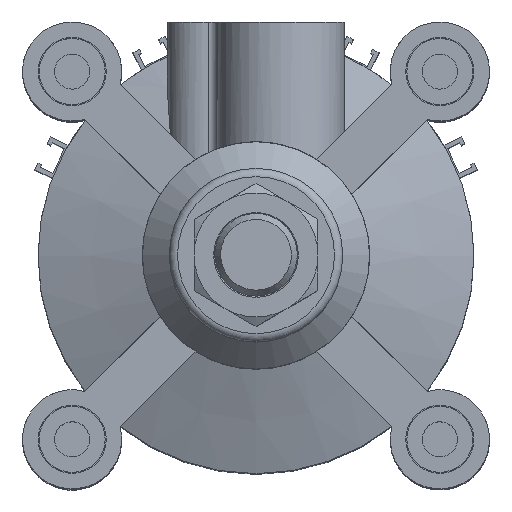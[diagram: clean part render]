
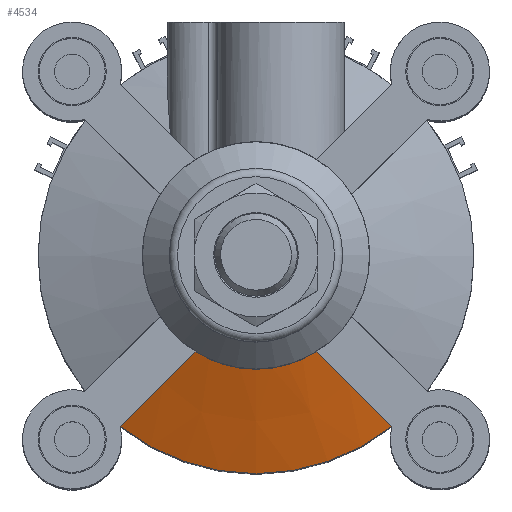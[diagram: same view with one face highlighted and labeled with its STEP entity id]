
A CAD part, top view. The second image highlights one B-rep face of the part: STEP entity #4534.
In plain terms, the highlighted conical face has half-angle 70 degrees and reference radius 40.125 mm.
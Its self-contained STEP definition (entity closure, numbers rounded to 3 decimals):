
#21=CONICAL_SURFACE('',#4969,40.125,1.222);
#67=(
BOUNDED_CURVE()
B_SPLINE_CURVE(2,(#7368,#7369,#7370),.UNSPECIFIED.,.F.,.F.)
B_SPLINE_CURVE_WITH_KNOTS((3,3),(0.,2.717),
 .PIECEWISE_BEZIER_KNOTS.)
CURVE()
GEOMETRIC_REPRESENTATION_ITEM()
RATIONAL_B_SPLINE_CURVE((1.,1.055,1.))
REPRESENTATION_ITEM('')
);
#68=(
BOUNDED_CURVE()
B_SPLINE_CURVE(2,(#7396,#7397,#7398),.UNSPECIFIED.,.F.,.F.)
B_SPLINE_CURVE_WITH_KNOTS((3,3),(0.001,2.718),
 .PIECEWISE_BEZIER_KNOTS.)
CURVE()
GEOMETRIC_REPRESENTATION_ITEM()
RATIONAL_B_SPLINE_CURVE((1.,1.055,1.))
REPRESENTATION_ITEM('')
);
#245=CIRCLE('',#4958,27.5);
#254=CIRCLE('',#4970,52.75);
#1133=ORIENTED_EDGE('',*,*,#2089,.T.);
#1134=ORIENTED_EDGE('',*,*,#2090,.T.);
#1135=ORIENTED_EDGE('',*,*,#2076,.F.);
#1136=ORIENTED_EDGE('',*,*,#2077,.T.);
#2076=EDGE_CURVE('',#2610,#2598,#245,.T.);
#2077=EDGE_CURVE('',#2610,#2611,#67,.T.);
#2089=EDGE_CURVE('',#2611,#2621,#254,.T.);
#2090=EDGE_CURVE('',#2621,#2598,#68,.T.);
#2598=VERTEX_POINT('',#7341);
#2610=VERTEX_POINT('',#7365);
#2611=VERTEX_POINT('',#7371);
#2621=VERTEX_POINT('',#7395);
#3645=EDGE_LOOP('',(#1133,#1134,#1135,#1136));
#4027=FACE_BOUND('',#3645,.T.);
#4534=ADVANCED_FACE('',(#4027),#21,.T.);
#4958=AXIS2_PLACEMENT_3D('',#7366,#5921,#5922);
#4969=AXIS2_PLACEMENT_3D('',#7393,#5946,#5947);
#4970=AXIS2_PLACEMENT_3D('',#7394,#5948,#5949);
#5921=DIRECTION('',(0.,1.,0.));
#5922=DIRECTION('',(-1.,0.,0.));
#5946=DIRECTION('',(0.,-1.,0.));
#5947=DIRECTION('',(-1.,0.,0.));
#5948=DIRECTION('',(0.,1.,0.));
#5949=DIRECTION('',(-1.,0.,0.));
#7341=CARTESIAN_POINT('',(-23.22,19.19,14.734));
#7365=CARTESIAN_POINT('',(-23.22,19.19,-14.734));
#7366=CARTESIAN_POINT('',(0.,19.19,0.));
#7368=CARTESIAN_POINT('',(-23.22,19.19,-14.734));
#7369=CARTESIAN_POINT('',(-29.416,16.078,-20.93));
#7370=CARTESIAN_POINT('',(-41.3,10.,-32.815));
#7371=CARTESIAN_POINT('',(-41.3,10.,-32.815));
#7393=CARTESIAN_POINT('',(0.,14.595,0.));
#7394=CARTESIAN_POINT('',(0.,10.,0.));
#7395=CARTESIAN_POINT('',(-41.3,10.,32.815));
#7396=CARTESIAN_POINT('',(-41.3,10.,32.815));
#7397=CARTESIAN_POINT('',(-29.416,16.078,20.93));
#7398=CARTESIAN_POINT('',(-23.22,19.19,14.734));
